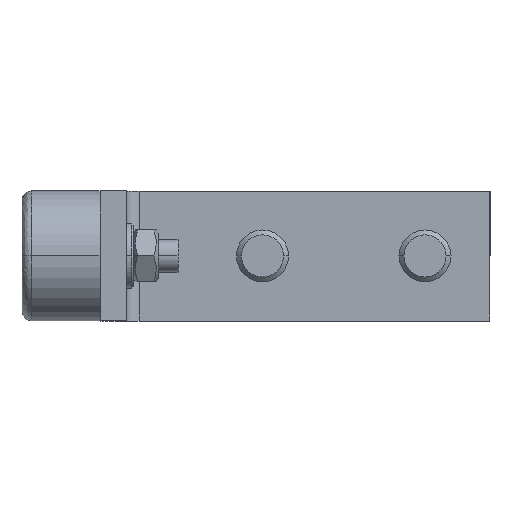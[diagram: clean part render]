
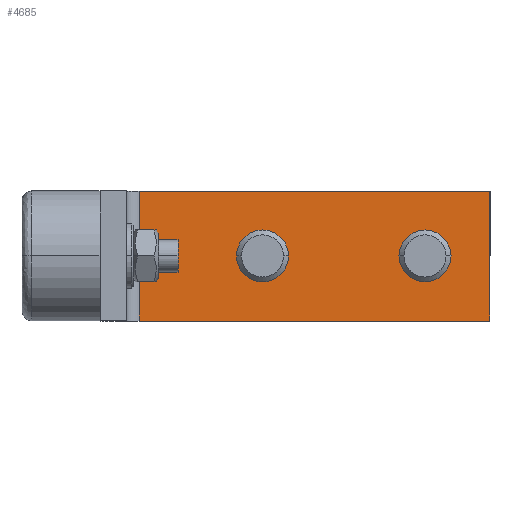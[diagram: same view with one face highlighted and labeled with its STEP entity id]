
A CAD part, top view. The second image highlights one B-rep face of the part: STEP entity #4685.
In plain terms, the highlighted planar face has unit normal (0, 0, 1).
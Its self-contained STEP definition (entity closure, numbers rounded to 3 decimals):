
#86 = DIRECTION ( 'NONE',  ( 0., -1., 0. ) ) ;
#90 = EDGE_CURVE ( 'NONE', #5128, #4771, #3180, .T. ) ;
#385 = EDGE_CURVE ( 'NONE', #6216, #3661, #5018, .T. ) ;
#457 = EDGE_LOOP ( 'NONE', ( #1890, #6464, #5229, #4687 ) ) ;
#655 = DIRECTION ( 'NONE',  ( 0., 0., 1. ) ) ;
#724 = CARTESIAN_POINT ( 'NONE',  ( 0., 10., 4. ) ) ;
#734 = CARTESIAN_POINT ( 'NONE',  ( -10., 0., 4. ) ) ;
#834 = CARTESIAN_POINT ( 'NONE',  ( -13.2, 0., 4. ) ) ;
#836 = VECTOR ( 'NONE', #3545, 1000. ) ;
#968 = EDGE_LOOP ( 'NONE', ( #3014, #1145 ) ) ;
#1145 = ORIENTED_EDGE ( 'NONE', *, *, #90, .T. ) ;
#1305 = CARTESIAN_POINT ( 'NONE',  ( 0., 10., 4. ) ) ;
#1333 = EDGE_CURVE ( 'NONE', #3661, #6216, #3596, .T. ) ;
#1340 = CARTESIAN_POINT ( 'NONE',  ( 0., 10., 4. ) ) ;
#1391 = CARTESIAN_POINT ( 'NONE',  ( -35., 0., 4. ) ) ;
#1496 = VERTEX_POINT ( 'NONE', #2701 ) ;
#1890 = ORIENTED_EDGE ( 'NONE', *, *, #3149, .T. ) ;
#1962 = CARTESIAN_POINT ( 'NONE',  ( -54., 10., 4. ) ) ;
#2045 = DIRECTION ( 'NONE',  ( 0., 0., -1. ) ) ;
#2053 = CARTESIAN_POINT ( 'NONE',  ( 0., -10., 4. ) ) ;
#2061 = FACE_BOUND ( 'NONE', #968, .T. ) ;
#2076 = ORIENTED_EDGE ( 'NONE', *, *, #1333, .T. ) ;
#2246 = DIRECTION ( 'NONE',  ( 1., 0., 0. ) ) ;
#2257 = EDGE_CURVE ( 'NONE', #4771, #5128, #3131, .T. ) ;
#2589 = DIRECTION ( 'NONE',  ( 0., 0., -1. ) ) ;
#2638 = AXIS2_PLACEMENT_3D ( 'NONE', #724, #655, #2246 ) ;
#2701 = CARTESIAN_POINT ( 'NONE',  ( -54., -10., 4. ) ) ;
#2777 = VECTOR ( 'NONE', #86, 1000. ) ;
#2876 = DIRECTION ( 'NONE',  ( 1., 0., 0. ) ) ;
#3014 = ORIENTED_EDGE ( 'NONE', *, *, #2257, .T. ) ;
#3106 = EDGE_CURVE ( 'NONE', #5324, #3276, #6023, .T. ) ;
#3131 = CIRCLE ( 'NONE', #4930, 3.2 ) ;
#3149 = EDGE_CURVE ( 'NONE', #5324, #6191, #6204, .T. ) ;
#3157 = FACE_BOUND ( 'NONE', #4343, .T. ) ;
#3180 = CIRCLE ( 'NONE', #5335, 3.2 ) ;
#3276 = VERTEX_POINT ( 'NONE', #6142 ) ;
#3545 = DIRECTION ( 'NONE',  ( 0., -1., 0. ) ) ;
#3596 = CIRCLE ( 'NONE', #4517, 3.2 ) ;
#3660 = CARTESIAN_POINT ( 'NONE',  ( -35., 0., 4. ) ) ;
#3661 = VERTEX_POINT ( 'NONE', #834 ) ;
#4026 = DIRECTION ( 'NONE',  ( -1., 0., 0. ) ) ;
#4062 = CARTESIAN_POINT ( 'NONE',  ( -54., 10., 4. ) ) ;
#4104 = CARTESIAN_POINT ( 'NONE',  ( -6.8, 0., 4. ) ) ;
#4142 = EDGE_CURVE ( 'NONE', #3276, #1496, #5881, .T. ) ;
#4216 = CARTESIAN_POINT ( 'NONE',  ( 0., 10., 4. ) ) ;
#4279 = CARTESIAN_POINT ( 'NONE',  ( -10., 0., 4. ) ) ;
#4343 = EDGE_LOOP ( 'NONE', ( #5946, #2076 ) ) ;
#4382 = VECTOR ( 'NONE', #4026, 1000. ) ;
#4465 = AXIS2_PLACEMENT_3D ( 'NONE', #734, #5038, #2876 ) ;
#4517 = AXIS2_PLACEMENT_3D ( 'NONE', #4279, #5876, #4774 ) ;
#4653 = LINE ( 'NONE', #1962, #836 ) ;
#4685 = ADVANCED_FACE ( 'NONE', ( #6927, #2061, #3157 ), #5321, .T. ) ;
#4687 = ORIENTED_EDGE ( 'NONE', *, *, #3106, .F. ) ;
#4771 = VERTEX_POINT ( 'NONE', #5574 ) ;
#4774 = DIRECTION ( 'NONE',  ( 1., 0., 0. ) ) ;
#4890 = EDGE_CURVE ( 'NONE', #6191, #1496, #4653, .T. ) ;
#4930 = AXIS2_PLACEMENT_3D ( 'NONE', #3660, #2045, #5733 ) ;
#5018 = CIRCLE ( 'NONE', #4465, 3.2 ) ;
#5038 = DIRECTION ( 'NONE',  ( 0., 0., -1. ) ) ;
#5128 = VERTEX_POINT ( 'NONE', #6034 ) ;
#5229 = ORIENTED_EDGE ( 'NONE', *, *, #4142, .F. ) ;
#5253 = DIRECTION ( 'NONE',  ( 1., 0., 0. ) ) ;
#5270 = DIRECTION ( 'NONE',  ( -1., 0., 0. ) ) ;
#5321 = PLANE ( 'NONE',  #2638 ) ;
#5324 = VERTEX_POINT ( 'NONE', #4216 ) ;
#5335 = AXIS2_PLACEMENT_3D ( 'NONE', #1391, #2589, #5253 ) ;
#5574 = CARTESIAN_POINT ( 'NONE',  ( -31.8, 0., 4. ) ) ;
#5733 = DIRECTION ( 'NONE',  ( 1., 0., 0. ) ) ;
#5876 = DIRECTION ( 'NONE',  ( 0., 0., -1. ) ) ;
#5881 = LINE ( 'NONE', #2053, #6997 ) ;
#5946 = ORIENTED_EDGE ( 'NONE', *, *, #385, .T. ) ;
#6023 = LINE ( 'NONE', #1305, #2777 ) ;
#6034 = CARTESIAN_POINT ( 'NONE',  ( -38.2, 0., 4. ) ) ;
#6142 = CARTESIAN_POINT ( 'NONE',  ( 0., -10., 4. ) ) ;
#6191 = VERTEX_POINT ( 'NONE', #4062 ) ;
#6204 = LINE ( 'NONE', #1340, #4382 ) ;
#6216 = VERTEX_POINT ( 'NONE', #4104 ) ;
#6464 = ORIENTED_EDGE ( 'NONE', *, *, #4890, .T. ) ;
#6927 = FACE_OUTER_BOUND ( 'NONE', #457, .T. ) ;
#6997 = VECTOR ( 'NONE', #5270, 1000. ) ;
